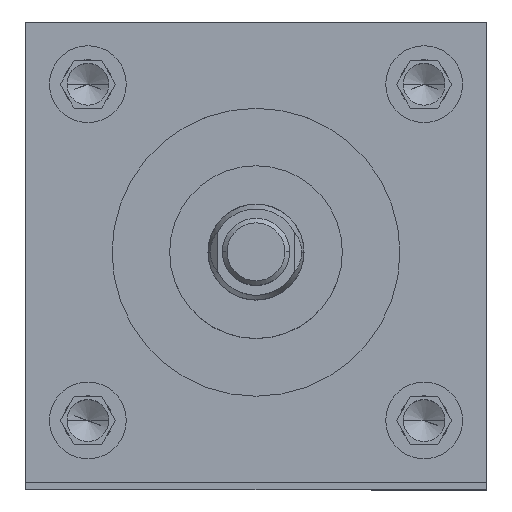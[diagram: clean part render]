
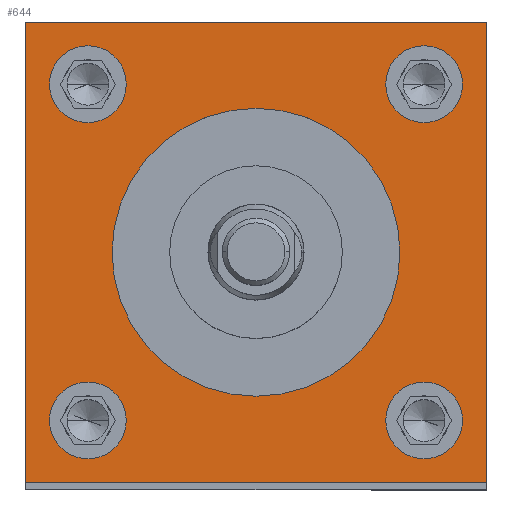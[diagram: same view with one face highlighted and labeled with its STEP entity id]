
A CAD part, top view. The second image highlights one B-rep face of the part: STEP entity #644.
In plain terms, the highlighted planar face has unit normal (0, 0, 1).
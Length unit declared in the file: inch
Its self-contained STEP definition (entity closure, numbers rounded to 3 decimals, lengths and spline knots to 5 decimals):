
#4 = CIRCLE ( 'NONE', #6564, 0.25 ) ;
#9 = AXIS2_PLACEMENT_3D ( 'NONE', #5234, #6862, #969 ) ;
#31 = EDGE_CURVE ( 'NONE', #5491, #599, #2750, .T. ) ;
#69 = DIRECTION ( 'NONE',  ( 1., 0., 0. ) ) ;
#189 = DIRECTION ( 'NONE',  ( 0., 0., 1. ) ) ;
#190 = VERTEX_POINT ( 'NONE', #521 ) ;
#309 = CARTESIAN_POINT ( 'NONE',  ( -1.345, -1.095, 27.75 ) ) ;
#333 = EDGE_CURVE ( 'NONE', #599, #5491, #3989, .T. ) ;
#400 = VERTEX_POINT ( 'NONE', #733 ) ;
#521 = CARTESIAN_POINT ( 'NONE',  ( -1.345, 1.095, 27.75 ) ) ;
#538 = FACE_OUTER_BOUND ( 'NONE', #6407, .T. ) ;
#599 = VERTEX_POINT ( 'NONE', #6782 ) ;
#617 = CARTESIAN_POINT ( 'NONE',  ( 1.5, -1.5, 27.75 ) ) ;
#644 = ADVANCED_FACE ( 'NONE', ( #699, #1627, #6580, #1017, #2707, #538 ), #3245, .F. ) ;
#647 = EDGE_LOOP ( 'NONE', ( #3930, #994 ) ) ;
#699 = FACE_BOUND ( 'NONE', #1467, .T. ) ;
#733 = CARTESIAN_POINT ( 'NONE',  ( 1.5, 1.5, 27.75 ) ) ;
#791 = LINE ( 'NONE', #6994, #6425 ) ;
#896 = EDGE_CURVE ( 'NONE', #5573, #190, #6595, .T. ) ;
#934 = DIRECTION ( 'NONE',  ( 1., 0., 0. ) ) ;
#969 = DIRECTION ( 'NONE',  ( 1., 0., 0. ) ) ;
#994 = ORIENTED_EDGE ( 'NONE', *, *, #5394, .F. ) ;
#1017 = FACE_BOUND ( 'NONE', #2324, .T. ) ;
#1117 = CIRCLE ( 'NONE', #1689, 0.25 ) ;
#1127 = CARTESIAN_POINT ( 'NONE',  ( -1.095, 1.095, 27.75 ) ) ;
#1157 = ORIENTED_EDGE ( 'NONE', *, *, #7094, .T. ) ;
#1185 = CARTESIAN_POINT ( 'NONE',  ( -1.095, -1.095, 27.75 ) ) ;
#1354 = DIRECTION ( 'NONE',  ( 1., 0., 0. ) ) ;
#1389 = DIRECTION ( 'NONE',  ( 0., 0., 1. ) ) ;
#1465 = CARTESIAN_POINT ( 'NONE',  ( 1.095, -1.095, 27.75 ) ) ;
#1467 = EDGE_LOOP ( 'NONE', ( #6283, #2897 ) ) ;
#1495 = DIRECTION ( 'NONE',  ( 0., 0., 1. ) ) ;
#1501 = CARTESIAN_POINT ( 'NONE',  ( -0.9375, 0., 27.75 ) ) ;
#1587 = VECTOR ( 'NONE', #6837, 39.37008 ) ;
#1596 = DIRECTION ( 'NONE',  ( 0., 0., -1. ) ) ;
#1627 = FACE_BOUND ( 'NONE', #7079, .T. ) ;
#1660 = ORIENTED_EDGE ( 'NONE', *, *, #2161, .T. ) ;
#1689 = AXIS2_PLACEMENT_3D ( 'NONE', #2542, #1495, #2006 ) ;
#1742 = EDGE_CURVE ( 'NONE', #400, #2102, #6113, .T. ) ;
#1760 = DIRECTION ( 'NONE',  ( 1., 0., 0. ) ) ;
#1772 = ORIENTED_EDGE ( 'NONE', *, *, #6846, .F. ) ;
#1935 = ORIENTED_EDGE ( 'NONE', *, *, #3645, .F. ) ;
#1937 = EDGE_CURVE ( 'NONE', #6015, #400, #3104, .T. ) ;
#2006 = DIRECTION ( 'NONE',  ( 1., 0., 0. ) ) ;
#2102 = VERTEX_POINT ( 'NONE', #6007 ) ;
#2161 = EDGE_CURVE ( 'NONE', #5525, #6015, #5097, .T. ) ;
#2214 = ORIENTED_EDGE ( 'NONE', *, *, #7055, .F. ) ;
#2261 = VERTEX_POINT ( 'NONE', #309 ) ;
#2262 = DIRECTION ( 'NONE',  ( 1., 0., 0. ) ) ;
#2285 = CARTESIAN_POINT ( 'NONE',  ( -1.5, 1.5, 27.75 ) ) ;
#2304 = DIRECTION ( 'NONE',  ( 0., 0., 1. ) ) ;
#2324 = EDGE_LOOP ( 'NONE', ( #4137, #1935 ) ) ;
#2327 = DIRECTION ( 'NONE',  ( 1., 0., 0. ) ) ;
#2542 = CARTESIAN_POINT ( 'NONE',  ( 1.095, 1.095, 27.75 ) ) ;
#2563 = EDGE_CURVE ( 'NONE', #6695, #2261, #6605, .T. ) ;
#2613 = CIRCLE ( 'NONE', #6077, 0.9375 ) ;
#2707 = FACE_BOUND ( 'NONE', #3507, .T. ) ;
#2750 = CIRCLE ( 'NONE', #6795, 0.25 ) ;
#2872 = CARTESIAN_POINT ( 'NONE',  ( 0., 0., 27.75 ) ) ;
#2897 = ORIENTED_EDGE ( 'NONE', *, *, #333, .F. ) ;
#2940 = ORIENTED_EDGE ( 'NONE', *, *, #7073, .F. ) ;
#3048 = CARTESIAN_POINT ( 'NONE',  ( -1.095, -1.095, 27.75 ) ) ;
#3086 = CARTESIAN_POINT ( 'NONE',  ( -1.095, 1.095, 27.75 ) ) ;
#3104 = LINE ( 'NONE', #5328, #5332 ) ;
#3245 = PLANE ( 'NONE',  #3926 ) ;
#3449 = DIRECTION ( 'NONE',  ( -1., 0., 0. ) ) ;
#3458 = DIRECTION ( 'NONE',  ( 1., 0., 0. ) ) ;
#3473 = AXIS2_PLACEMENT_3D ( 'NONE', #3086, #4095, #1354 ) ;
#3476 = ORIENTED_EDGE ( 'NONE', *, *, #1742, .T. ) ;
#3507 = EDGE_LOOP ( 'NONE', ( #1772, #2940 ) ) ;
#3645 = EDGE_CURVE ( 'NONE', #190, #5573, #3753, .T. ) ;
#3652 = AXIS2_PLACEMENT_3D ( 'NONE', #2872, #6161, #2262 ) ;
#3658 = AXIS2_PLACEMENT_3D ( 'NONE', #5632, #189, #2327 ) ;
#3712 = DIRECTION ( 'NONE',  ( 1., 0., 0. ) ) ;
#3753 = CIRCLE ( 'NONE', #6293, 0.25 ) ;
#3773 = CIRCLE ( 'NONE', #3652, 0.9375 ) ;
#3835 = VERTEX_POINT ( 'NONE', #4891 ) ;
#3926 = AXIS2_PLACEMENT_3D ( 'NONE', #4511, #1596, #3449 ) ;
#3930 = ORIENTED_EDGE ( 'NONE', *, *, #2563, .F. ) ;
#3979 = CARTESIAN_POINT ( 'NONE',  ( -0.845, 1.095, 27.75 ) ) ;
#3989 = CIRCLE ( 'NONE', #3658, 0.25 ) ;
#4095 = DIRECTION ( 'NONE',  ( 0., 0., 1. ) ) ;
#4129 = CARTESIAN_POINT ( 'NONE',  ( 0., 0., 27.75 ) ) ;
#4136 = DIRECTION ( 'NONE',  ( 0., 0., 1. ) ) ;
#4137 = ORIENTED_EDGE ( 'NONE', *, *, #896, .F. ) ;
#4243 = DIRECTION ( 'NONE',  ( 0., -1., 0. ) ) ;
#4420 = DIRECTION ( 'NONE',  ( 0., 0., 1. ) ) ;
#4421 = AXIS2_PLACEMENT_3D ( 'NONE', #1185, #2304, #1760 ) ;
#4511 = CARTESIAN_POINT ( 'NONE',  ( -1.5, 1.5, 27.75 ) ) ;
#4526 = VERTEX_POINT ( 'NONE', #7045 ) ;
#4761 = VECTOR ( 'NONE', #3458, 39.37008 ) ;
#4879 = VERTEX_POINT ( 'NONE', #6791 ) ;
#4891 = CARTESIAN_POINT ( 'NONE',  ( 1.345, 1.095, 27.75 ) ) ;
#4929 = ORIENTED_EDGE ( 'NONE', *, *, #6621, .F. ) ;
#5028 = ORIENTED_EDGE ( 'NONE', *, *, #1937, .T. ) ;
#5097 = LINE ( 'NONE', #6792, #4761 ) ;
#5234 = CARTESIAN_POINT ( 'NONE',  ( 1.095, 1.095, 27.75 ) ) ;
#5311 = DIRECTION ( 'NONE',  ( 1., 0., 0. ) ) ;
#5328 = CARTESIAN_POINT ( 'NONE',  ( 1.5, -1.5, 27.75 ) ) ;
#5332 = VECTOR ( 'NONE', #5975, 39.37008 ) ;
#5385 = DIRECTION ( 'NONE',  ( 0., 0., 1. ) ) ;
#5394 = EDGE_CURVE ( 'NONE', #2261, #6695, #4, .T. ) ;
#5419 = CARTESIAN_POINT ( 'NONE',  ( -0.845, -1.095, 27.75 ) ) ;
#5491 = VERTEX_POINT ( 'NONE', #5531 ) ;
#5512 = VERTEX_POINT ( 'NONE', #1501 ) ;
#5525 = VERTEX_POINT ( 'NONE', #6665 ) ;
#5531 = CARTESIAN_POINT ( 'NONE',  ( 1.345, -1.095, 27.75 ) ) ;
#5573 = VERTEX_POINT ( 'NONE', #3979 ) ;
#5632 = CARTESIAN_POINT ( 'NONE',  ( 1.095, -1.095, 27.75 ) ) ;
#5975 = DIRECTION ( 'NONE',  ( 0., 1., 0. ) ) ;
#6007 = CARTESIAN_POINT ( 'NONE',  ( -1.5, 1.5, 27.75 ) ) ;
#6015 = VERTEX_POINT ( 'NONE', #617 ) ;
#6077 = AXIS2_PLACEMENT_3D ( 'NONE', #4129, #1389, #934 ) ;
#6113 = LINE ( 'NONE', #2285, #1587 ) ;
#6161 = DIRECTION ( 'NONE',  ( 0., 0., 1. ) ) ;
#6283 = ORIENTED_EDGE ( 'NONE', *, *, #31, .F. ) ;
#6293 = AXIS2_PLACEMENT_3D ( 'NONE', #1127, #4420, #69 ) ;
#6407 = EDGE_LOOP ( 'NONE', ( #1157, #1660, #5028, #3476 ) ) ;
#6425 = VECTOR ( 'NONE', #4243, 39.37008 ) ;
#6564 = AXIS2_PLACEMENT_3D ( 'NONE', #3048, #4136, #5311 ) ;
#6567 = CIRCLE ( 'NONE', #9, 0.25 ) ;
#6580 = FACE_BOUND ( 'NONE', #647, .T. ) ;
#6595 = CIRCLE ( 'NONE', #3473, 0.25 ) ;
#6605 = CIRCLE ( 'NONE', #4421, 0.25 ) ;
#6621 = EDGE_CURVE ( 'NONE', #4526, #3835, #6567, .T. ) ;
#6665 = CARTESIAN_POINT ( 'NONE',  ( -1.5, -1.5, 27.75 ) ) ;
#6695 = VERTEX_POINT ( 'NONE', #5419 ) ;
#6782 = CARTESIAN_POINT ( 'NONE',  ( 0.845, -1.095, 27.75 ) ) ;
#6791 = CARTESIAN_POINT ( 'NONE',  ( 0.9375, 0., 27.75 ) ) ;
#6792 = CARTESIAN_POINT ( 'NONE',  ( -1.5, -1.5, 27.75 ) ) ;
#6795 = AXIS2_PLACEMENT_3D ( 'NONE', #1465, #5385, #3712 ) ;
#6837 = DIRECTION ( 'NONE',  ( -1., 0., 0. ) ) ;
#6846 = EDGE_CURVE ( 'NONE', #4879, #5512, #3773, .T. ) ;
#6862 = DIRECTION ( 'NONE',  ( 0., 0., 1. ) ) ;
#6994 = CARTESIAN_POINT ( 'NONE',  ( -1.5, -1.5, 27.75 ) ) ;
#7045 = CARTESIAN_POINT ( 'NONE',  ( 0.845, 1.095, 27.75 ) ) ;
#7055 = EDGE_CURVE ( 'NONE', #3835, #4526, #1117, .T. ) ;
#7073 = EDGE_CURVE ( 'NONE', #5512, #4879, #2613, .T. ) ;
#7079 = EDGE_LOOP ( 'NONE', ( #2214, #4929 ) ) ;
#7094 = EDGE_CURVE ( 'NONE', #2102, #5525, #791, .T. ) ;
